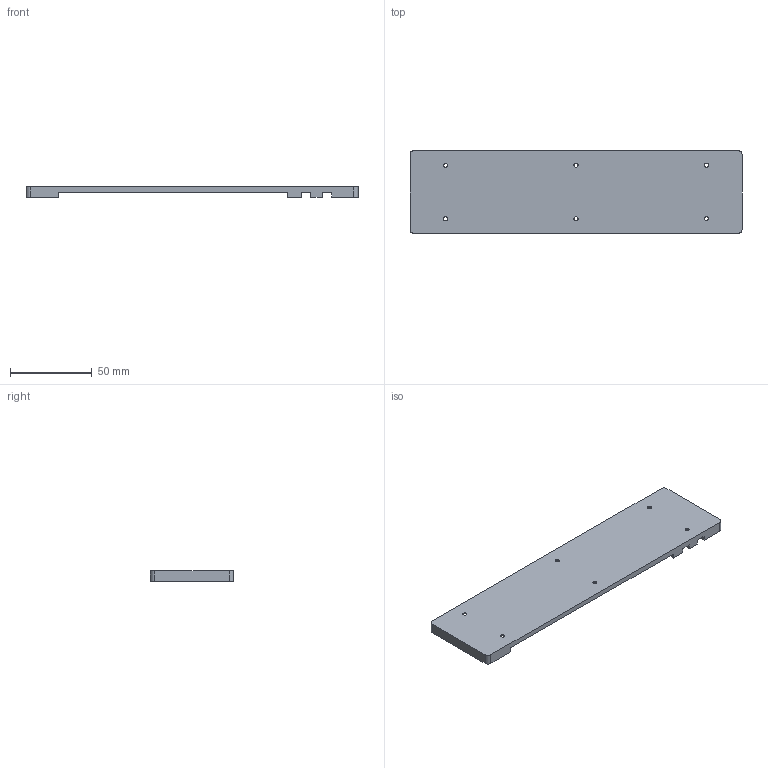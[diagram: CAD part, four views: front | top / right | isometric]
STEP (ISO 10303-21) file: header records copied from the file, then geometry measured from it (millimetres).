
FILE_DESCRIPTION(/* description */ ('STEP AP242','CAx-IF Rec.Pracs.---Representation and Presentation of Product Manufacturing Information (PMI)---4.0---2014-10-13','CAx-IF Rec.Pracs.---3D Tessellated Geometry---0.4---2014-09-14','2;1'),/* implementation_level */ '2;1');
FILE_NAME(/* name */ '687c8ff41ca3172109caf7dd',/* time_stamp */ '2025-07-20T06:43:00Z',/* author */ (''),/* organization */ (''),/* preprocessor_version */ 'ST-DEVELOPER v20',/* originating_system */ 'ONSHAPE BY PTC INC, 1.201',/* authorisation */ ' ');
FILE_SCHEMA (('AP242_MANAGED_MODEL_BASED_3D_ENGINEERING_MIM_LF { 1 0 10303 442 1 1 4 }'));
Length unit declared in the file: metre
Products named in the file (1): pla_case
Bounding box: 203.2 x 50.8 x 6.5 mm (x, y, z)
Volume: 35103.7 mm3; surface area: 24621.7 mm2
Topology: 1 solids, 1 shells, 132 faces, 381 edges, 259 vertices
Faces by surface type: plane 112, cylinder 20
Full cylindrical faces by diameter (mm): 2.5 x6, 9.016 x1, 9.17 x1, 10.386 x3, 10.54 x1
Entity records: 4239 total; most frequent: CARTESIAN_POINT 749, ORIENTED_EDGE 726, DIRECTION 671, EDGE_CURVE 363, LINE 321, VECTOR 321, VERTEX_POINT 253, AXIS2_PLACEMENT_3D 175
